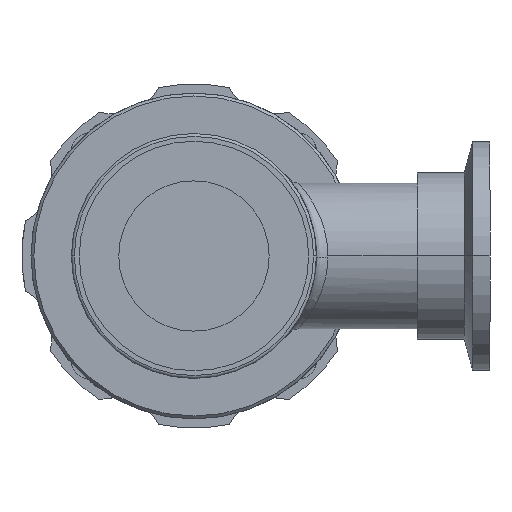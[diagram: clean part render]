
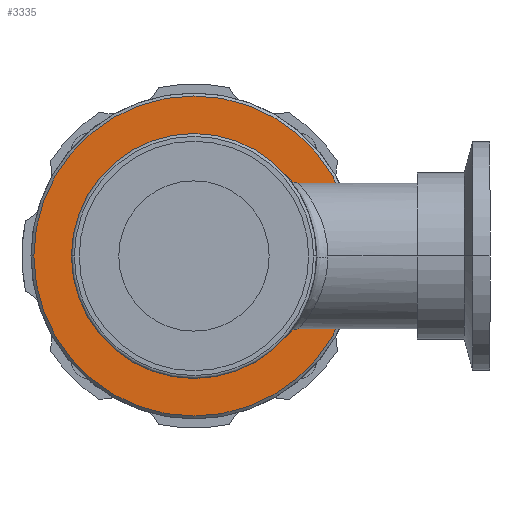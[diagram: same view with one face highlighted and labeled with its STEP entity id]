
A CAD part, front view. The second image highlights one B-rep face of the part: STEP entity #3335.
In plain terms, the highlighted planar face has unit normal (0, -1, 0).
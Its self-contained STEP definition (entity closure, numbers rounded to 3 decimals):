
#112 = VERTEX_POINT ( 'NONE', #1970 ) ;
#586 = ORIENTED_EDGE ( 'NONE', *, *, #6556, .T. ) ;
#621 = CIRCLE ( 'NONE', #6577, 27.9 ) ;
#873 = CIRCLE ( 'NONE', #4186, 21.35 ) ;
#892 = EDGE_LOOP ( 'NONE', ( #586, #3246 ) ) ;
#1189 = CARTESIAN_POINT ( 'NONE',  ( -27.9, 68.3, 0. ) ) ;
#1477 = CARTESIAN_POINT ( 'NONE',  ( 0., 68.3, 0. ) ) ;
#1537 = CARTESIAN_POINT ( 'NONE',  ( 0., 68.3, 0. ) ) ;
#1622 = ORIENTED_EDGE ( 'NONE', *, *, #5546, .F. ) ;
#1808 = FACE_BOUND ( 'NONE', #6204, .T. ) ;
#1963 = DIRECTION ( 'NONE',  ( 0., -1., 0. ) ) ;
#1970 = CARTESIAN_POINT ( 'NONE',  ( 21.35, 68.3, 0. ) ) ;
#2013 = DIRECTION ( 'NONE',  ( 1., 0., 0. ) ) ;
#2064 = AXIS2_PLACEMENT_3D ( 'NONE', #6462, #3205, #7016 ) ;
#2090 = DIRECTION ( 'NONE',  ( 1., 0., 0. ) ) ;
#2101 = CARTESIAN_POINT ( 'NONE',  ( 27.9, 68.3, 0. ) ) ;
#2430 = DIRECTION ( 'NONE',  ( 0., -1., 0. ) ) ;
#3184 = VERTEX_POINT ( 'NONE', #1189 ) ;
#3205 = DIRECTION ( 'NONE',  ( 0., -1., 0. ) ) ;
#3246 = ORIENTED_EDGE ( 'NONE', *, *, #6519, .T. ) ;
#3335 = ADVANCED_FACE ( 'NONE', ( #4701, #1808 ), #4048, .T. ) ;
#3478 = VERTEX_POINT ( 'NONE', #2101 ) ;
#4048 = PLANE ( 'NONE',  #5957 ) ;
#4186 = AXIS2_PLACEMENT_3D ( 'NONE', #5219, #1963, #5762 ) ;
#4701 = FACE_OUTER_BOUND ( 'NONE', #892, .T. ) ;
#4959 = EDGE_CURVE ( 'NONE', #112, #6141, #873, .T. ) ;
#5006 = CIRCLE ( 'NONE', #5886, 21.35 ) ;
#5133 = CARTESIAN_POINT ( 'NONE',  ( 27.9, 68.3, 0. ) ) ;
#5219 = CARTESIAN_POINT ( 'NONE',  ( 0., 68.3, 0. ) ) ;
#5261 = DIRECTION ( 'NONE',  ( 0., -1., 0. ) ) ;
#5328 = DIRECTION ( 'NONE',  ( 0., -1., 0. ) ) ;
#5546 = EDGE_CURVE ( 'NONE', #6141, #112, #5006, .T. ) ;
#5592 = ORIENTED_EDGE ( 'NONE', *, *, #4959, .F. ) ;
#5762 = DIRECTION ( 'NONE',  ( 1., 0., 0. ) ) ;
#5886 = AXIS2_PLACEMENT_3D ( 'NONE', #1477, #5261, #2013 ) ;
#5957 = AXIS2_PLACEMENT_3D ( 'NONE', #5133, #2430, #6244 ) ;
#6055 = CIRCLE ( 'NONE', #2064, 27.9 ) ;
#6141 = VERTEX_POINT ( 'NONE', #6552 ) ;
#6204 = EDGE_LOOP ( 'NONE', ( #5592, #1622 ) ) ;
#6244 = DIRECTION ( 'NONE',  ( 1., 0., 0. ) ) ;
#6462 = CARTESIAN_POINT ( 'NONE',  ( 0., 68.3, 0. ) ) ;
#6519 = EDGE_CURVE ( 'NONE', #3478, #3184, #621, .T. ) ;
#6552 = CARTESIAN_POINT ( 'NONE',  ( -21.35, 68.3, 0. ) ) ;
#6556 = EDGE_CURVE ( 'NONE', #3184, #3478, #6055, .T. ) ;
#6577 = AXIS2_PLACEMENT_3D ( 'NONE', #1537, #5328, #2090 ) ;
#7016 = DIRECTION ( 'NONE',  ( 1., 0., 0. ) ) ;
